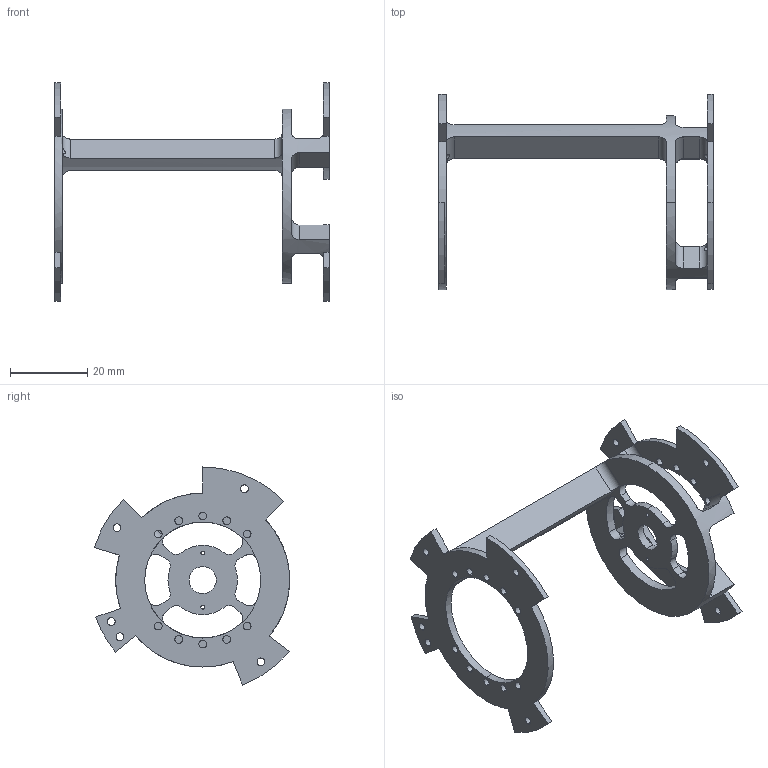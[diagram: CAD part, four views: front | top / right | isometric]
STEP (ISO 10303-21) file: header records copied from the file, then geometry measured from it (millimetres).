
FILE_DESCRIPTION (( 'STEP AP203' ), '1' );
FILE_NAME ('head_2.sldasm-Part-1_默认_sldprt.STEP', '2018-02-02T07:12:04', ( '' ), ( '' ), 'SwSTEP 2.0', 'SolidWorks 2014', '' );
FILE_SCHEMA (( 'CONFIG_CONTROL_DESIGN' ));
Length unit declared in the file: millimetre
Products named in the file (1): head_2.sldasm-Part-1_默认_sldprt
Bounding box: 71 x 50.53 x 56.42 mm (x, y, z)
Volume: 9480.1 mm3; surface area: 10517.2 mm2
Topology: 1 solids, 1 shells, 186 faces, 594 edges, 395 vertices
Faces by surface type: cylinder 131, plane 51, torus 4
Entity records: 7408 total; most frequent: CARTESIAN_POINT 1806, ORIENTED_EDGE 1188, DIRECTION 1171, EDGE_CURVE 594, AXIS2_PLACEMENT_3D 458, VERTEX_POINT 395, CIRCLE 271, VECTOR 255
